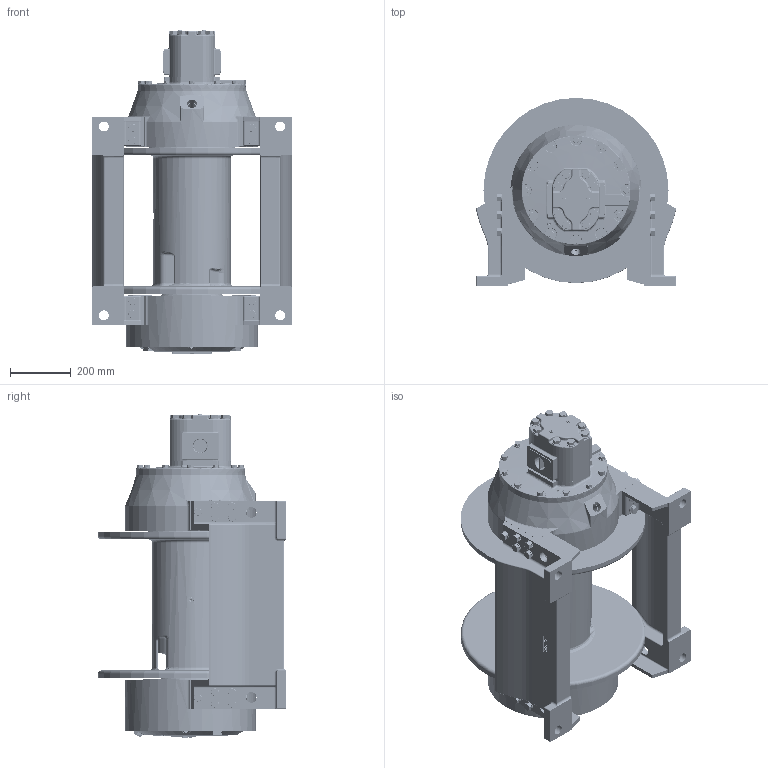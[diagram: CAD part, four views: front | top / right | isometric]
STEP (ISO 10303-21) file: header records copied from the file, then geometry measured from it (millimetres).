
FILE_DESCRIPTION((''),'2;1');
FILE_NAME('TWG-TEMP','2020-10-11T21:11:12',('Administrator'),(''),'CREO PARAMETRIC BY PTC INC, 2019292','CREO PARAMETRIC BY PTC INC, 2019292','');
FILE_SCHEMA(('AUTOMOTIVE_DESIGN { 1 0 10303 214 1 1 1 1 }'));
Products named in the file (1): TWG-TEMP
Bounding box: 657.23 x 619.12 x 1064.65 mm (x, y, z)
Surface area: 5660976.5 mm2 (no closed solid volume)
Topology: 0 solids, 260 shells, 4182 faces, 14722 edges, 10550 vertices
Faces by surface type: cylinder 1378, plane 1150, cone 624, torus 400, bspline 328, extrusion 244, sphere 58
Entity records: 238699 total; most frequent: CARTESIAN_POINT 93851, ORIENTED_EDGE 22902, DIRECTION 20870, EDGE_CURVE 14565, VERTEX_POINT 10550, AXIS2_PLACEMENT_3D 7633, VECTOR 5601, B_SPLINE_CURVE_WITH_KNOTS 5437
